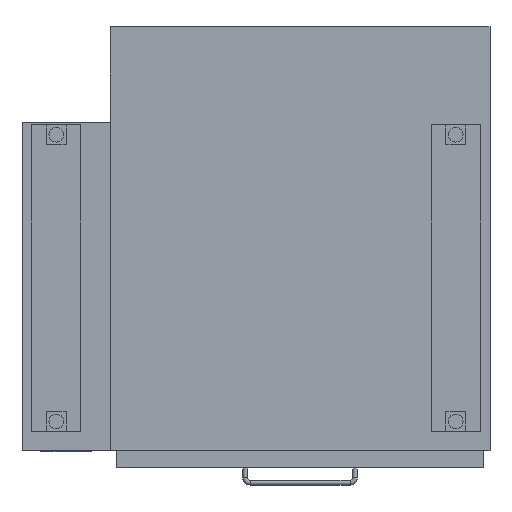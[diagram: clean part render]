
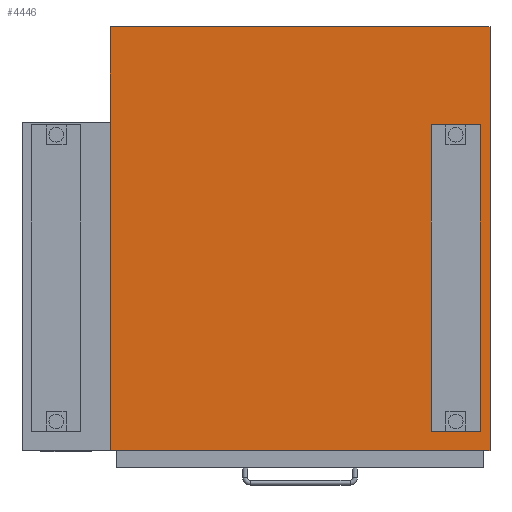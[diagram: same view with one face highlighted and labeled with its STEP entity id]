
A CAD part, front view. The second image highlights one B-rep face of the part: STEP entity #4446.
In plain terms, the highlighted planar face has unit normal (0, -1, 0).
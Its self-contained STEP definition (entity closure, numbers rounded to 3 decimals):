
#364=FACE_BOUND('',#651,.T.);
#389=FACE_OUTER_BOUND('',#650,.T.);
#650=EDGE_LOOP('',(#3008,#3009,#3010,#3011));
#651=EDGE_LOOP('',(#3012,#3013,#3014,#3015));
#897=LINE('',#6618,#1340);
#901=LINE('',#6626,#1344);
#904=LINE('',#6632,#1347);
#907=LINE('',#6637,#1350);
#944=LINE('',#6712,#1387);
#946=LINE('',#6716,#1389);
#949=LINE('',#6721,#1392);
#950=LINE('',#6723,#1393);
#1340=VECTOR('',#5217,10.);
#1344=VECTOR('',#5223,10.);
#1347=VECTOR('',#5228,10.);
#1350=VECTOR('',#5233,10.);
#1387=VECTOR('',#5294,10.);
#1389=VECTOR('',#5298,10.);
#1392=VECTOR('',#5303,10.);
#1393=VECTOR('',#5306,10.);
#1783=VERTEX_POINT('',#6616);
#1784=VERTEX_POINT('',#6617);
#1787=VERTEX_POINT('',#6625);
#1789=VERTEX_POINT('',#6631);
#1815=VERTEX_POINT('',#6709);
#1816=VERTEX_POINT('',#6711);
#1817=VERTEX_POINT('',#6715);
#1818=VERTEX_POINT('',#6719);
#2247=EDGE_CURVE('',#1783,#1784,#897,.T.);
#2251=EDGE_CURVE('',#1784,#1787,#901,.T.);
#2254=EDGE_CURVE('',#1787,#1789,#904,.T.);
#2257=EDGE_CURVE('',#1789,#1783,#907,.T.);
#2294=EDGE_CURVE('',#1815,#1816,#944,.T.);
#2296=EDGE_CURVE('',#1816,#1817,#946,.T.);
#2299=EDGE_CURVE('',#1818,#1815,#949,.T.);
#2300=EDGE_CURVE('',#1817,#1818,#950,.T.);
#3008=ORIENTED_EDGE('',*,*,#2300,.F.);
#3009=ORIENTED_EDGE('',*,*,#2296,.F.);
#3010=ORIENTED_EDGE('',*,*,#2294,.F.);
#3011=ORIENTED_EDGE('',*,*,#2299,.F.);
#3012=ORIENTED_EDGE('',*,*,#2247,.T.);
#3013=ORIENTED_EDGE('',*,*,#2251,.T.);
#3014=ORIENTED_EDGE('',*,*,#2254,.T.);
#3015=ORIENTED_EDGE('',*,*,#2257,.T.);
#4249=PLANE('',#4754);
#4446=ADVANCED_FACE('',(#389,#364),#4249,.F.);
#4754=AXIS2_PLACEMENT_3D('',#6724,#5307,#5308);
#5217=DIRECTION('',(-1.,0.,0.));
#5223=DIRECTION('',(0.,0.,1.));
#5228=DIRECTION('',(1.,0.,0.));
#5233=DIRECTION('',(0.,0.,-1.));
#5294=DIRECTION('',(0.,0.,-1.));
#5298=DIRECTION('',(-1.,0.,0.));
#5303=DIRECTION('',(1.,0.,0.));
#5306=DIRECTION('',(0.,0.,1.));
#5307=DIRECTION('center_axis',(0.,1.,0.));
#5308=DIRECTION('ref_axis',(0.,0.,1.));
#6616=CARTESIAN_POINT('',(755.,0.,40.));
#6617=CARTESIAN_POINT('',(655.,0.,40.));
#6618=CARTESIAN_POINT('',(521.25,0.,40.));
#6625=CARTESIAN_POINT('',(655.,0.,665.));
#6626=CARTESIAN_POINT('',(655.,0.,548.75));
#6631=CARTESIAN_POINT('',(755.,0.,665.));
#6632=CARTESIAN_POINT('',(571.25,0.,665.));
#6637=CARTESIAN_POINT('',(755.,0.,236.25));
#6709=CARTESIAN_POINT('',(775.,0.,865.));
#6711=CARTESIAN_POINT('',(775.,0.,0.));
#6712=CARTESIAN_POINT('',(775.,0.,865.));
#6715=CARTESIAN_POINT('',(0.,0.,0.));
#6716=CARTESIAN_POINT('',(775.,0.,0.));
#6719=CARTESIAN_POINT('',(0.,0.,865.));
#6721=CARTESIAN_POINT('',(0.,0.,865.));
#6723=CARTESIAN_POINT('',(0.,0.,0.));
#6724=CARTESIAN_POINT('Origin',(387.5,0.,432.5));
